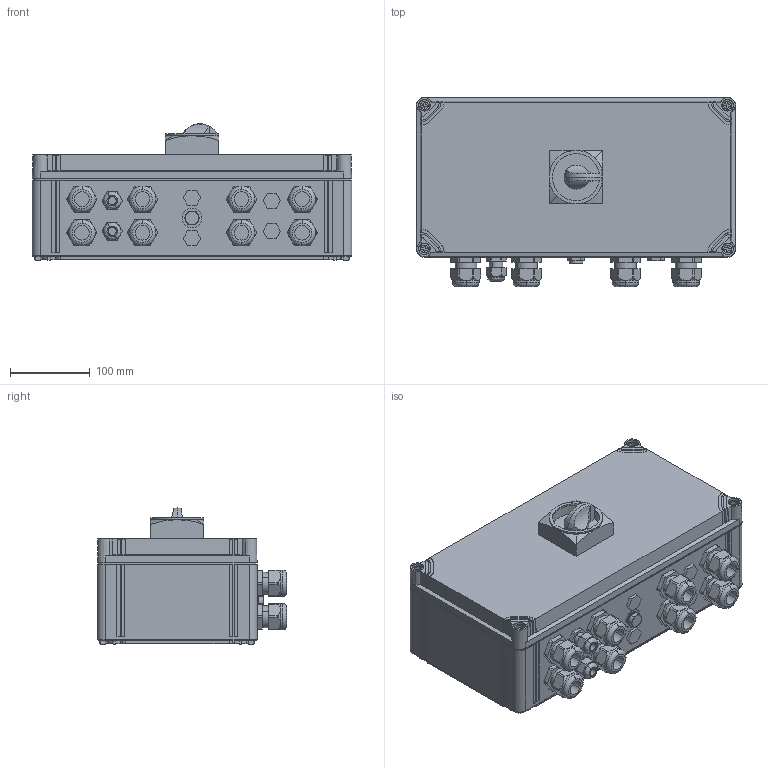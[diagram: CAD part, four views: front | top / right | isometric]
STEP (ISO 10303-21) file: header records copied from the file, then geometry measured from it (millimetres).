
FILE_DESCRIPTION(('CATIA V5 STEP Exchange','CAx-IF Rec.Pracs.--- Model Styling and Organization---1.4--- 2014-01-23'),'2;1');
FILE_NAME ('1467938-3_0', '2023-04-26T04:24:33+00:00', ('none'), ('Weidmueller'), 'CATIA Version 5-6 Release 2016 SP3 HF44', 'CATIA V5 STEP AP214', 'none');
FILE_SCHEMA(('AUTOMOTIVE_DESIGN { 1 0 10303 214 1 1 1 1 }'));
Length unit declared in the file: millimetre
Products named in the file (1): S3D_PVN_3I_3O_2MPP_SW_CG_11
Bounding box: 400 x 237 x 171.1 mm (x, y, z)
Volume: 10459267.9 mm3; surface area: 616433.4 mm2
Topology: 23 solids, 23 shells, 1143 faces, 3405 edges, 2382 vertices
Faces by surface type: plane 634, cylinder 341, cone 92, extrusion 48, torus 20, bspline 4, sphere 2, revolution 2
Entity records: 39725 total; most frequent: CARTESIAN_POINT 11136, ORIENTED_EDGE 6802, DIRECTION 4186, EDGE_CURVE 3401, VERTEX_POINT 2382, AXIS2_PLACEMENT_3D 1749, VECTOR 1718, LINE 1670
